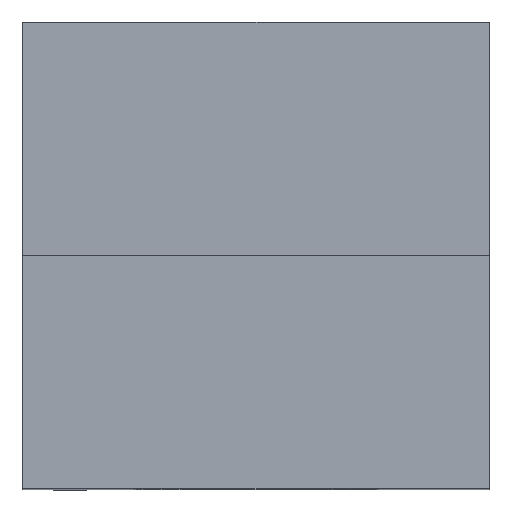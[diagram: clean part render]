
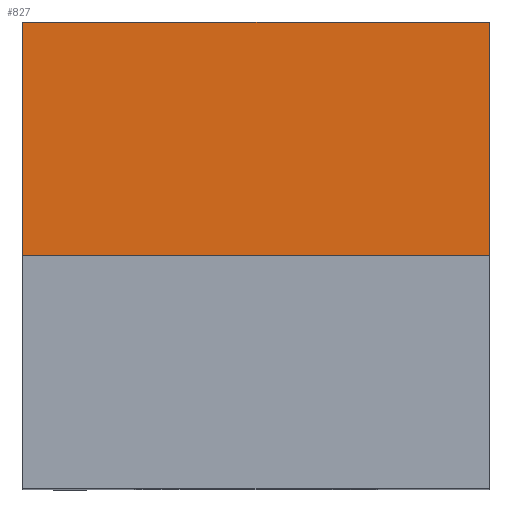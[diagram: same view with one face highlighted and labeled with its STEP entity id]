
A CAD part, top view. The second image highlights one B-rep face of the part: STEP entity #827.
In plain terms, the highlighted planar face has unit normal (0, 0, 1).
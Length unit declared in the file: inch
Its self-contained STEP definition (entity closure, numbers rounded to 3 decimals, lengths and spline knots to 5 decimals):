
#154 = EDGE_CURVE ( 'NONE', #239, #4157, #4544, .T. ) ;
#182 = CARTESIAN_POINT ( 'NONE',  ( -0.75, 0., 0.9375 ) ) ;
#213 = ORIENTED_EDGE ( 'NONE', *, *, #3520, .T. ) ;
#239 = VERTEX_POINT ( 'NONE', #5947 ) ;
#827 = ADVANCED_FACE ( 'NONE', ( #2083 ), #7714, .F. ) ;
#863 = DIRECTION ( 'NONE',  ( 1., 0., 0. ) ) ;
#1462 = VERTEX_POINT ( 'NONE', #9696 ) ;
#1637 = VERTEX_POINT ( 'NONE', #182 ) ;
#1672 = LINE ( 'NONE', #3267, #10034 ) ;
#1929 = DIRECTION ( 'NONE',  ( 0., 0., -1. ) ) ;
#2083 = FACE_OUTER_BOUND ( 'NONE', #7939, .T. ) ;
#2492 = CARTESIAN_POINT ( 'NONE',  ( 0.75, 0., 0.9375 ) ) ;
#3199 = LINE ( 'NONE', #8800, #8563 ) ;
#3267 = CARTESIAN_POINT ( 'NONE',  ( 0.75, 0., 0.9375 ) ) ;
#3520 = EDGE_CURVE ( 'NONE', #1462, #1637, #4567, .T. ) ;
#3606 = CARTESIAN_POINT ( 'NONE',  ( 0.75, 0.75, 0.9375 ) ) ;
#3655 = EDGE_CURVE ( 'NONE', #1462, #239, #3199, .T. ) ;
#3692 = DIRECTION ( 'NONE',  ( -1., 0., 0. ) ) ;
#4157 = VERTEX_POINT ( 'NONE', #2492 ) ;
#4544 = LINE ( 'NONE', #3606, #7015 ) ;
#4567 = LINE ( 'NONE', #6898, #8064 ) ;
#5333 = CARTESIAN_POINT ( 'NONE',  ( 0.75, 0.75, 0.9375 ) ) ;
#5639 = DIRECTION ( 'NONE',  ( 1., 0., 0. ) ) ;
#5898 = ORIENTED_EDGE ( 'NONE', *, *, #3655, .F. ) ;
#5947 = CARTESIAN_POINT ( 'NONE',  ( 0.75, 0.75, 0.9375 ) ) ;
#6170 = DIRECTION ( 'NONE',  ( 0., -1., 0. ) ) ;
#6898 = CARTESIAN_POINT ( 'NONE',  ( -0.75, 0.75, 0.9375 ) ) ;
#7015 = VECTOR ( 'NONE', #10019, 39.37008 ) ;
#7634 = EDGE_CURVE ( 'NONE', #1637, #4157, #1672, .T. ) ;
#7714 = PLANE ( 'NONE',  #8286 ) ;
#7939 = EDGE_LOOP ( 'NONE', ( #8187, #9155, #5898, #213 ) ) ;
#8064 = VECTOR ( 'NONE', #6170, 39.37008 ) ;
#8187 = ORIENTED_EDGE ( 'NONE', *, *, #7634, .T. ) ;
#8286 = AXIS2_PLACEMENT_3D ( 'NONE', #5333, #1929, #3692 ) ;
#8563 = VECTOR ( 'NONE', #5639, 39.37008 ) ;
#8800 = CARTESIAN_POINT ( 'NONE',  ( 0.75, 0.75, 0.9375 ) ) ;
#9155 = ORIENTED_EDGE ( 'NONE', *, *, #154, .F. ) ;
#9696 = CARTESIAN_POINT ( 'NONE',  ( -0.75, 0.75, 0.9375 ) ) ;
#10019 = DIRECTION ( 'NONE',  ( 0., -1., 0. ) ) ;
#10034 = VECTOR ( 'NONE', #863, 39.37008 ) ;
